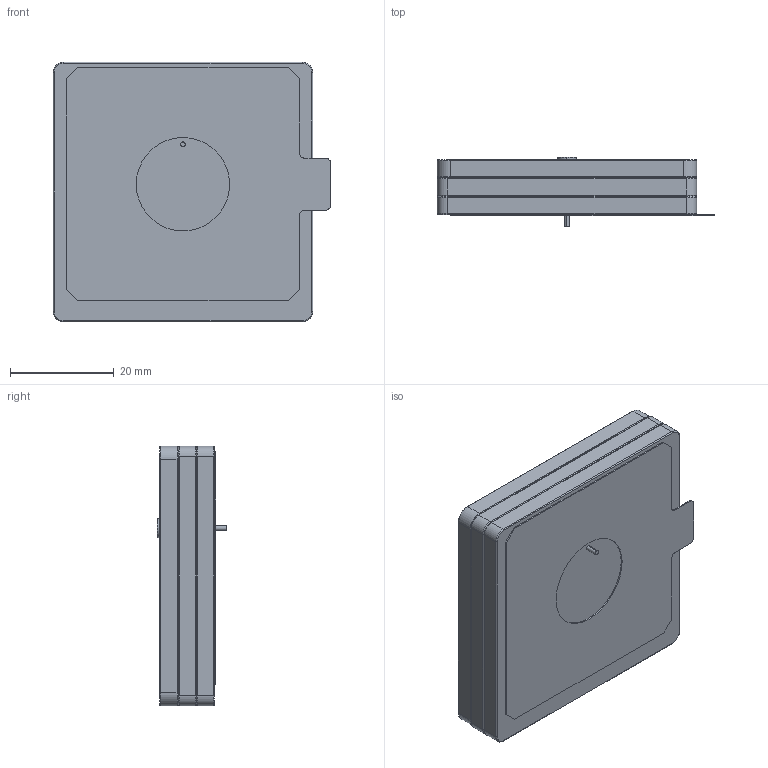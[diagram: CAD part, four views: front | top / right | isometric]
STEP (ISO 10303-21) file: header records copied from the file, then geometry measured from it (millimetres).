
FILE_DESCRIPTION (( 'STEP AP214' ), '1' );
FILE_NAME ('HP5010A.STEP', '2026-02-12T08:28:55', ( '' ), ( '' ), 'SwSTEP 2.0', 'SolidWorks 2024', '' );
FILE_SCHEMA (( 'AUTOMOTIVE_DESIGN' ));
Length unit declared in the file: millimetre
Products named in the file (1): HP5010A
Bounding box: 53.5 x 13.42 x 50 mm (x, y, z)
Volume: 26687.8 mm3; surface area: 17114.3 mm2
Topology: 4 solids, 4 shells, 362 faces, 928 edges, 602 vertices
Faces by surface type: plane 159, bspline 127, cylinder 52, torus 24
Entity records: 18182 total; most frequent: CARTESIAN_POINT 6124, ORIENTED_EDGE 1856, DIRECTION 1274, EDGE_CURVE 928, VERTEX_POINT 602, VECTOR 546, LINE 546, EDGE_LOOP 394
